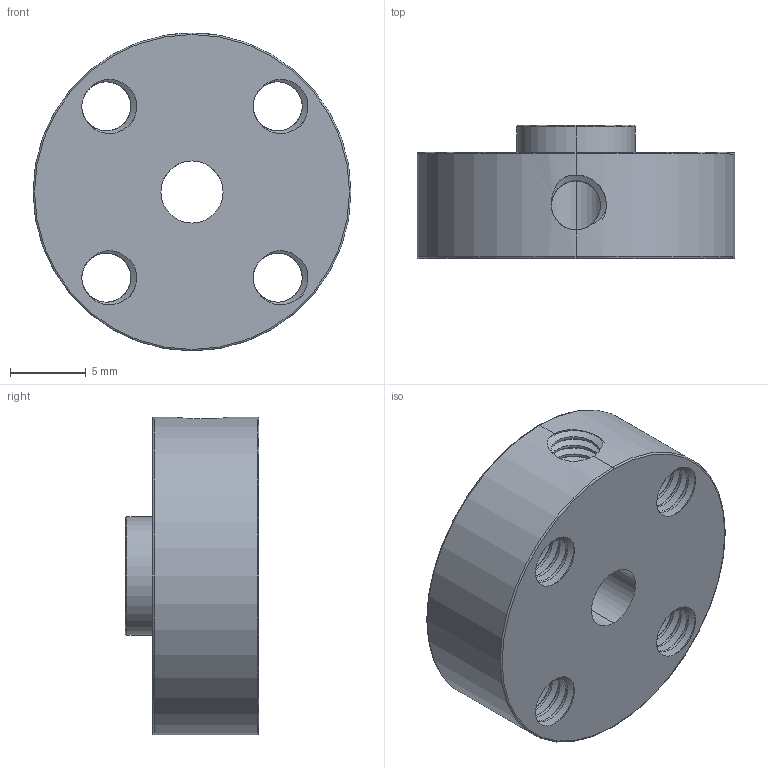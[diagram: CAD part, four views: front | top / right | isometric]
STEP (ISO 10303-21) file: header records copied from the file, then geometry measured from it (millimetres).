
FILE_DESCRIPTION (( 'STEP AP214' ), '1' );
FILE_NAME ('08-0007.step', '2020-04-06T07:09:19', ( '' ), ( '' ), 'SwSTEP 2.0', 'SolidWorks 2020', '' );
FILE_SCHEMA (( 'AUTOMOTIVE_DESIGN' ));
Length unit declared in the file: millimetre
Products named in the file (1): 08-0007
Bounding box: 21 x 8.8 x 21 mm (x, y, z)
Volume: 2023.2 mm3; surface area: 1852.9 mm2
Topology: 1 solids, 1 shells, 156 faces, 453 edges, 300 vertices
Faces by surface type: cylinder 122, bspline 25, torus 6, plane 3
Entity records: 31181 total; most frequent: CARTESIAN_POINT 27730, ORIENTED_EDGE 906, EDGE_CURVE 453, DIRECTION 443, VERTEX_POINT 300, B_SPLINE_CURVE_WITH_KNOTS 260, EDGE_LOOP 169, AXIS2_PLACEMENT_3D 164
